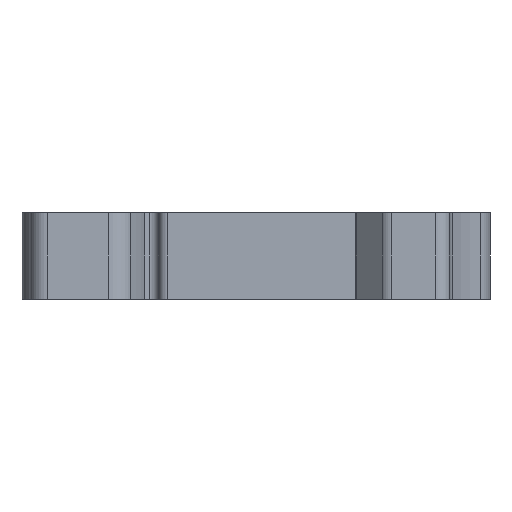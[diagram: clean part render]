
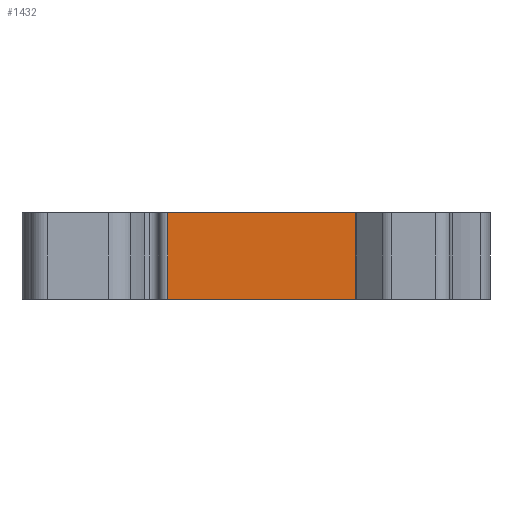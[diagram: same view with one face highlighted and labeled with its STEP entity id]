
A CAD part, front view. The second image highlights one B-rep face of the part: STEP entity #1432.
In plain terms, the highlighted planar face has unit normal (0, -1, 0).
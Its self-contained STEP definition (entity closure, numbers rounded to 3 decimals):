
#113 = VERTEX_POINT ( 'NONE', #2818 ) ;
#222 = CARTESIAN_POINT ( 'NONE',  ( -5.105, -10.132, 2.5 ) ) ;
#273 = EDGE_LOOP ( 'NONE', ( #3131, #1312, #3180, #761 ) ) ;
#306 = VECTOR ( 'NONE', #2351, 1000. ) ;
#365 = VERTEX_POINT ( 'NONE', #2115 ) ;
#481 = DIRECTION ( 'NONE',  ( 1., 0., 0. ) ) ;
#519 = VERTEX_POINT ( 'NONE', #3238 ) ;
#581 = EDGE_CURVE ( 'NONE', #113, #2110, #2267, .T. ) ;
#761 = ORIENTED_EDGE ( 'NONE', *, *, #2354, .T. ) ;
#823 = DIRECTION ( 'NONE',  ( -1., 0., 0. ) ) ;
#920 = VECTOR ( 'NONE', #3276, 1000. ) ;
#975 = VECTOR ( 'NONE', #2265, 1000. ) ;
#978 = AXIS2_PLACEMENT_3D ( 'NONE', #1877, #2422, #823 ) ;
#1056 = LINE ( 'NONE', #3330, #975 ) ;
#1312 = ORIENTED_EDGE ( 'NONE', *, *, #581, .F. ) ;
#1385 = FACE_OUTER_BOUND ( 'NONE', #273, .T. ) ;
#1432 = ADVANCED_FACE ( 'NONE', ( #1385 ), #1614, .F. ) ;
#1614 = PLANE ( 'NONE',  #978 ) ;
#1877 = CARTESIAN_POINT ( 'NONE',  ( -5.105, -10.132, 2.5 ) ) ;
#1898 = EDGE_CURVE ( 'NONE', #365, #2110, #3438, .T. ) ;
#2110 = VERTEX_POINT ( 'NONE', #2988 ) ;
#2115 = CARTESIAN_POINT ( 'NONE',  ( -5.105, -10.132, -2.5 ) ) ;
#2265 = DIRECTION ( 'NONE',  ( 0., 0., -1. ) ) ;
#2267 = LINE ( 'NONE', #2999, #920 ) ;
#2351 = DIRECTION ( 'NONE',  ( 1., 0., 0. ) ) ;
#2354 = EDGE_CURVE ( 'NONE', #519, #365, #1056, .T. ) ;
#2422 = DIRECTION ( 'NONE',  ( 0., 1., 0. ) ) ;
#2548 = EDGE_CURVE ( 'NONE', #519, #113, #3162, .T. ) ;
#2818 = CARTESIAN_POINT ( 'NONE',  ( 6.332, -10.132, 2.5 ) ) ;
#2891 = CARTESIAN_POINT ( 'NONE',  ( -5.105, -10.132, -2.5 ) ) ;
#2988 = CARTESIAN_POINT ( 'NONE',  ( 6.332, -10.132, -2.5 ) ) ;
#2999 = CARTESIAN_POINT ( 'NONE',  ( 6.332, -10.132, 2.5 ) ) ;
#3131 = ORIENTED_EDGE ( 'NONE', *, *, #1898, .T. ) ;
#3162 = LINE ( 'NONE', #222, #306 ) ;
#3180 = ORIENTED_EDGE ( 'NONE', *, *, #2548, .F. ) ;
#3238 = CARTESIAN_POINT ( 'NONE',  ( -5.105, -10.132, 2.5 ) ) ;
#3271 = VECTOR ( 'NONE', #481, 1000. ) ;
#3276 = DIRECTION ( 'NONE',  ( 0., 0., -1. ) ) ;
#3330 = CARTESIAN_POINT ( 'NONE',  ( -5.105, -10.132, 2.5 ) ) ;
#3438 = LINE ( 'NONE', #2891, #3271 ) ;
